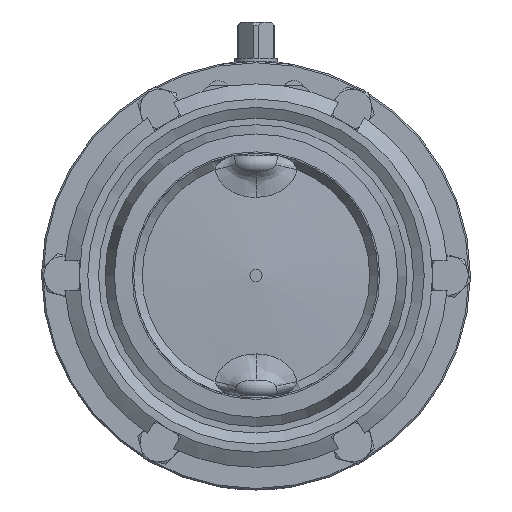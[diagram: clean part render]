
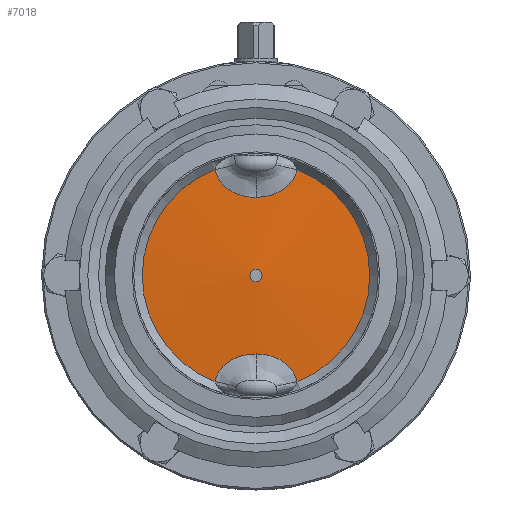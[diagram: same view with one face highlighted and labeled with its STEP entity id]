
A CAD part, left-side view. The second image highlights one B-rep face of the part: STEP entity #7018.
In plain terms, the highlighted conical face has half-angle 86.783 degrees and reference radius 19.834 mm.
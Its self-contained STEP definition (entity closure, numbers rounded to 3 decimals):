
#5669=CARTESIAN_POINT('',(-3.655,0.,-25.937));
#5670=VERTEX_POINT('',#5669);
#5680=CARTESIAN_POINT('',(-2.995,13.576,-35.137));
#5681=VERTEX_POINT('',#5680);
#5682=CARTESIAN_POINT('',(-3.655,0.,-25.937));
#5683=CARTESIAN_POINT('',(-3.655,0.834,-25.937));
#5684=CARTESIAN_POINT('',(-3.644,2.502,-26.046));
#5685=CARTESIAN_POINT('',(-3.604,4.559,-26.469));
#5686=CARTESIAN_POINT('',(-3.557,6.152,-26.997));
#5687=CARTESIAN_POINT('',(-3.513,7.32,-27.497));
#5688=CARTESIAN_POINT('',(-3.463,8.44,-28.103));
#5689=CARTESIAN_POINT('',(-3.408,9.492,-28.813));
#5690=CARTESIAN_POINT('',(-3.346,10.473,-29.634));
#5691=CARTESIAN_POINT('',(-3.258,11.659,-30.877));
#5692=CARTESIAN_POINT('',(-3.164,12.605,-32.301));
#5693=CARTESIAN_POINT('',(-3.067,13.27,-33.893));
#5694=CARTESIAN_POINT('',(-3.019,13.493,-34.72));
#5695=CARTESIAN_POINT('',(-2.995,13.576,-35.137));
#5696=B_SPLINE_CURVE_WITH_KNOTS('',3,(#5682,#5683,#5684,#5685,#5686,#5687,#5688,#5689,#5690,#5691,#5692,#5693,#5694,#5695),.UNSPECIFIED.,.F.,.U.,(4,1,1,1,1,1,1,1,1,1,1,4),(-1.789,-1.533,-1.278,-1.15,-1.022,-0.894,-0.767,-0.639,-0.511,-0.256,-0.128,0.0),.UNSPECIFIED.);
#5697=EDGE_CURVE('',#5670,#5681,#5696,.T.);
#5827=CARTESIAN_POINT('',(-2.995,-13.576,-35.137));
#5828=VERTEX_POINT('',#5827);
#5829=CARTESIAN_POINT('',(-2.995,-13.576,-35.137));
#5830=CARTESIAN_POINT('',(-3.019,-13.493,-34.72));
#5831=CARTESIAN_POINT('',(-3.067,-13.27,-33.893));
#5832=CARTESIAN_POINT('',(-3.164,-12.605,-32.301));
#5833=CARTESIAN_POINT('',(-3.258,-11.659,-30.877));
#5834=CARTESIAN_POINT('',(-3.346,-10.473,-29.634));
#5835=CARTESIAN_POINT('',(-3.408,-9.492,-28.813));
#5836=CARTESIAN_POINT('',(-3.463,-8.44,-28.103));
#5837=CARTESIAN_POINT('',(-3.513,-7.32,-27.497));
#5838=CARTESIAN_POINT('',(-3.557,-6.152,-26.997));
#5839=CARTESIAN_POINT('',(-3.604,-4.559,-26.469));
#5840=CARTESIAN_POINT('',(-3.644,-2.502,-26.046));
#5841=CARTESIAN_POINT('',(-3.655,-0.834,-25.937));
#5842=CARTESIAN_POINT('',(-3.655,0.,-25.937));
#5843=B_SPLINE_CURVE_WITH_KNOTS('',3,(#5829,#5830,#5831,#5832,#5833,#5834,#5835,#5836,#5837,#5838,#5839,#5840,#5841,#5842),.UNSPECIFIED.,.F.,.U.,(4,1,1,1,1,1,1,1,1,1,1,4),(-1.789,-1.661,-1.533,-1.278,-1.15,-1.022,-0.894,-0.767,-0.639,-0.511,-0.256,0.0),.UNSPECIFIED.);
#5844=EDGE_CURVE('',#5828,#5670,#5843,.T.);
#5972=CARTESIAN_POINT('',(-2.995,13.576,35.137));
#5973=VERTEX_POINT('',#5972);
#5974=CARTESIAN_POINT('',(-2.995,0.,0.));
#5975=DIRECTION('',(-1.0,0.0,0.0));
#5976=DIRECTION('',(0.0,0.0,1.0));
#5977=AXIS2_PLACEMENT_3D('',#5974,#5975,#5976);
#5978=CIRCLE('',#5977,37.668);
#5979=EDGE_CURVE('',#5973,#5681,#5978,.T.);
#6950=CARTESIAN_POINT('',(-3.998,0.,0.));
#6951=DIRECTION('',(1.0,0.0,0.0));
#6952=DIRECTION('',(0.0,0.0,1.0));
#6953=AXIS2_PLACEMENT_3D('',#6950,#6951,#6952);
#6954=CONICAL_SURFACE('',#6953,19.834,86.783);
#6955=CARTESIAN_POINT('',(-5.,0.,2.));
#6956=VERTEX_POINT('',#6955);
#6957=CARTESIAN_POINT('',(-5.,0.,0.));
#6958=DIRECTION('',(-1.0,0.0,0.0));
#6959=DIRECTION('',(0.0,0.0,1.0));
#6960=AXIS2_PLACEMENT_3D('',#6957,#6958,#6959);
#6961=CIRCLE('',#6960,2.);
#6962=EDGE_CURVE('',#6956,#6956,#6961,.T.);
#6963=ORIENTED_EDGE('',*,*,#6962,.F.);
#6964=EDGE_LOOP('',(#6963));
#6965=FACE_OUTER_BOUND('',#6964,.T.);
#6966=CARTESIAN_POINT('',(-3.655,0.,25.937));
#6967=VERTEX_POINT('',#6966);
#6968=CARTESIAN_POINT('',(-2.995,13.576,35.137));
#6969=CARTESIAN_POINT('',(-3.019,13.493,34.72));
#6970=CARTESIAN_POINT('',(-3.067,13.27,33.893));
#6971=CARTESIAN_POINT('',(-3.164,12.605,32.301));
#6972=CARTESIAN_POINT('',(-3.258,11.659,30.877));
#6973=CARTESIAN_POINT('',(-3.346,10.473,29.634));
#6974=CARTESIAN_POINT('',(-3.408,9.492,28.813));
#6975=CARTESIAN_POINT('',(-3.463,8.44,28.103));
#6976=CARTESIAN_POINT('',(-3.513,7.32,27.497));
#6977=CARTESIAN_POINT('',(-3.557,6.152,26.997));
#6978=CARTESIAN_POINT('',(-3.604,4.559,26.469));
#6979=CARTESIAN_POINT('',(-3.644,2.502,26.046));
#6980=CARTESIAN_POINT('',(-3.655,0.834,25.937));
#6981=CARTESIAN_POINT('',(-3.655,0.,25.937));
#6982=B_SPLINE_CURVE_WITH_KNOTS('',3,(#6968,#6969,#6970,#6971,#6972,#6973,#6974,#6975,#6976,#6977,#6978,#6979,#6980,#6981),.UNSPECIFIED.,.F.,.U.,(4,1,1,1,1,1,1,1,1,1,1,4),(-1.789,-1.661,-1.533,-1.278,-1.15,-1.022,-0.894,-0.767,-0.639,-0.511,-0.256,0.0),.UNSPECIFIED.);
#6983=EDGE_CURVE('',#5973,#6967,#6982,.T.);
#6984=ORIENTED_EDGE('',*,*,#6983,.F.);
#6985=ORIENTED_EDGE('',*,*,#5979,.T.);
#6986=ORIENTED_EDGE('',*,*,#5697,.F.);
#6987=ORIENTED_EDGE('',*,*,#5844,.F.);
#6988=CARTESIAN_POINT('',(-2.995,-13.576,35.137));
#6989=VERTEX_POINT('',#6988);
#6990=CARTESIAN_POINT('',(-2.995,0.,0.));
#6991=DIRECTION('',(-1.0,0.0,0.0));
#6992=DIRECTION('',(0.0,0.0,1.0));
#6993=AXIS2_PLACEMENT_3D('',#6990,#6991,#6992);
#6994=CIRCLE('',#6993,37.668);
#6995=EDGE_CURVE('',#5828,#6989,#6994,.T.);
#6996=ORIENTED_EDGE('',*,*,#6995,.T.);
#6997=CARTESIAN_POINT('',(-3.655,0.,25.937));
#6998=CARTESIAN_POINT('',(-3.655,-0.834,25.937));
#6999=CARTESIAN_POINT('',(-3.647,-2.086,26.019));
#7000=CARTESIAN_POINT('',(-3.623,-3.529,26.264));
#7001=CARTESIAN_POINT('',(-3.606,-4.346,26.45));
#7002=CARTESIAN_POINT('',(-3.576,-5.56,26.775));
#7003=CARTESIAN_POINT('',(-3.517,-7.343,27.444));
#7004=CARTESIAN_POINT('',(-3.441,-8.895,28.377));
#7005=CARTESIAN_POINT('',(-3.392,-9.733,29.025));
#7006=CARTESIAN_POINT('',(-3.372,-10.063,29.294));
#7007=CARTESIAN_POINT('',(-3.335,-10.622,29.79));
#7008=CARTESIAN_POINT('',(-3.258,-11.659,30.877));
#7009=CARTESIAN_POINT('',(-3.164,-12.605,32.301));
#7010=CARTESIAN_POINT('',(-3.067,-13.27,33.893));
#7011=CARTESIAN_POINT('',(-3.019,-13.493,34.72));
#7012=CARTESIAN_POINT('',(-2.995,-13.576,35.137));
#7013=B_SPLINE_CURVE_WITH_KNOTS('',3,(#6997,#6998,#6999,#7000,#7001,#7002,#7003,#7004,#7005,#7006,#7007,#7008,#7009,#7010,#7011,#7012),.UNSPECIFIED.,.F.,.U.,(4,1,1,1,1,1,1,1,1,1,1,1,1,4),(-1.789,-1.533,-1.405,-1.342,-1.278,-1.022,-0.767,-0.735,-0.703,-0.639,-0.511,-0.256,-0.128,0.0),.UNSPECIFIED.);
#7014=EDGE_CURVE('',#6967,#6989,#7013,.T.);
#7015=ORIENTED_EDGE('',*,*,#7014,.F.);
#7016=EDGE_LOOP('',(#6984,#6985,#6986,#6987,#6996,#7015));
#7017=FACE_BOUND('',#7016,.T.);
#7018=ADVANCED_FACE('',(#6965,#7017),#6954,.T.);
